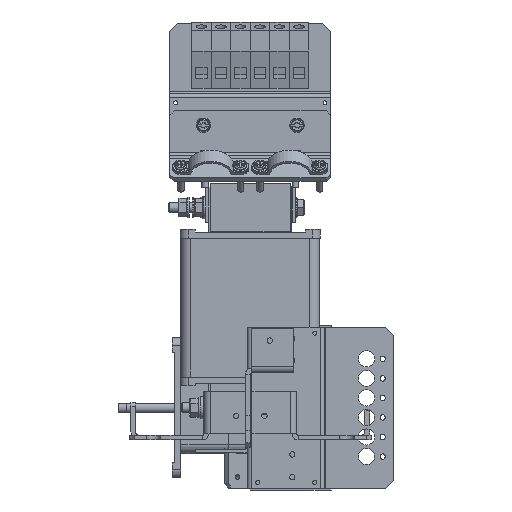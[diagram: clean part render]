
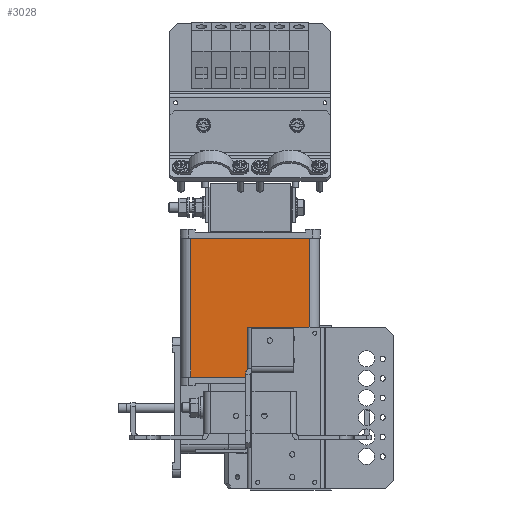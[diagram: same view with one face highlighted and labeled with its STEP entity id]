
A CAD part, left-side view. The second image highlights one B-rep face of the part: STEP entity #3028.
In plain terms, the highlighted face is planar.
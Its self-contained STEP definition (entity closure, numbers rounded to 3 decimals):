
#3028 = ADVANCED_FACE( '', ( #5532 ), #5533, .F. );
#5532 = FACE_OUTER_BOUND( '', #10733, .T. );
#5533 = PLANE( '', #10734 );
#10733 = EDGE_LOOP( '', ( #17281, #17282, #17283, #17284 ) );
#10734 = AXIS2_PLACEMENT_3D( '', #17285, #17286, #17287 );
#17281 = ORIENTED_EDGE( '', *, *, #36690, .F. );
#17282 = ORIENTED_EDGE( '', *, *, #36709, .T. );
#17283 = ORIENTED_EDGE( '', *, *, #36697, .T. );
#17284 = ORIENTED_EDGE( '', *, *, #36710, .T. );
#17285 = CARTESIAN_POINT( '', ( 43., -43., 28.5 ) );
#17286 = DIRECTION( '', ( 0., 0., -1. ) );
#17287 = DIRECTION( '', ( -1., 0., 0. ) );
#36690 = EDGE_CURVE( '', #42746, #42748, #42749, .T. );
#36697 = EDGE_CURVE( '', #42759, #42760, #42761, .T. );
#36709 = EDGE_CURVE( '', #42746, #42759, #42777, .T. );
#36710 = EDGE_CURVE( '', #42760, #42748, #42778, .F. );
#42746 = VERTEX_POINT( '', #52800 );
#42748 = VERTEX_POINT( '', #52802 );
#42749 = LINE( '', #52803, #52804 );
#42759 = VERTEX_POINT( '', #52817 );
#42760 = VERTEX_POINT( '', #52818 );
#42761 = LINE( '', #52819, #52820 );
#42777 = LINE( '', #52843, #52844 );
#42778 = LINE( '', #52845, #52846 );
#52800 = CARTESIAN_POINT( '', ( 37., -43., 28.5 ) );
#52802 = CARTESIAN_POINT( '', ( -37., -43., 28.5 ) );
#52803 = CARTESIAN_POINT( '', ( 43., -43., 28.5 ) );
#52804 = VECTOR( '', #72038, 1000. );
#52817 = CARTESIAN_POINT( '', ( 37., 43., 28.5 ) );
#52818 = CARTESIAN_POINT( '', ( -37., 43., 28.5 ) );
#52819 = CARTESIAN_POINT( '', ( 43., 43., 28.5 ) );
#52820 = VECTOR( '', #72051, 1000. );
#52843 = CARTESIAN_POINT( '', ( 37., -43., 28.5 ) );
#52844 = VECTOR( '', #72071, 1000. );
#52845 = CARTESIAN_POINT( '', ( -37., -43., 28.5 ) );
#52846 = VECTOR( '', #72072, 1000. );
#72038 = DIRECTION( '', ( -1., 0., 0. ) );
#72051 = DIRECTION( '', ( -1., 0., 0. ) );
#72071 = DIRECTION( '', ( 0., 1., 0. ) );
#72072 = DIRECTION( '', ( 0., 1., 0. ) );
